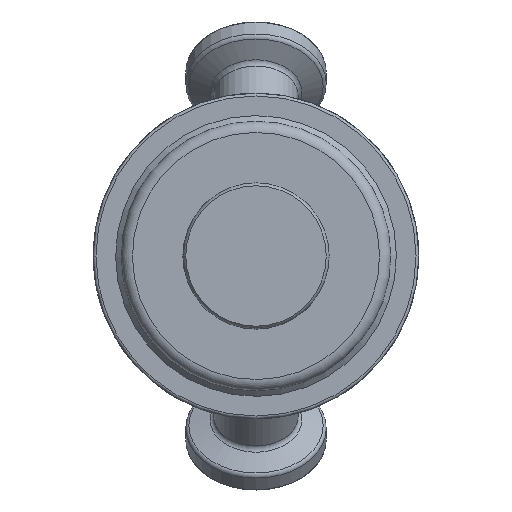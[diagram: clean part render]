
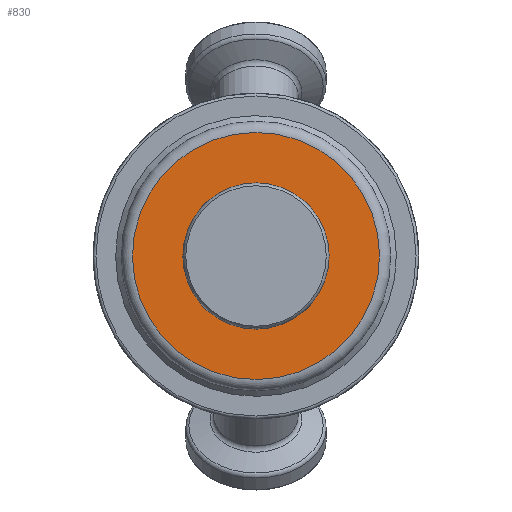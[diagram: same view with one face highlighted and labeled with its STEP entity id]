
A CAD part, front view. The second image highlights one B-rep face of the part: STEP entity #830.
In plain terms, the highlighted planar face has unit normal (0, -1, 0).
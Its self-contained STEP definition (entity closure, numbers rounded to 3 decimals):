
#30=FACE_BOUND('',#195,.T.);
#37=PLANE('',#920);
#143=FACE_OUTER_BOUND('',#194,.T.);
#194=EDGE_LOOP('',(#555));
#195=EDGE_LOOP('',(#556));
#248=CIRCLE('',#905,22.);
#257=CIRCLE('',#921,12.5);
#323=VERTEX_POINT('',#1354);
#331=VERTEX_POINT('',#1383);
#404=EDGE_CURVE('',#323,#323,#248,.T.);
#417=EDGE_CURVE('',#331,#331,#257,.T.);
#555=ORIENTED_EDGE('',*,*,#404,.F.);
#556=ORIENTED_EDGE('',*,*,#417,.T.);
#830=ADVANCED_FACE('',(#143,#30),#37,.T.);
#905=AXIS2_PLACEMENT_3D('',#1356,#1054,#1055);
#920=AXIS2_PLACEMENT_3D('',#1382,#1088,#1089);
#921=AXIS2_PLACEMENT_3D('',#1384,#1090,#1091);
#1054=DIRECTION('center_axis',(0.,1.,0.));
#1055=DIRECTION('ref_axis',(0.937,0.,0.35));
#1088=DIRECTION('center_axis',(0.,-1.,0.));
#1089=DIRECTION('ref_axis',(-0.35,0.,0.937));
#1090=DIRECTION('center_axis',(0.,1.,0.));
#1091=DIRECTION('ref_axis',(1.,0.,0.));
#1354=CARTESIAN_POINT('',(-7.702,40.077,20.608));
#1356=CARTESIAN_POINT('Origin',(0.,40.077,0.));
#1382=CARTESIAN_POINT('Origin',(20.14,40.077,7.527));
#1383=CARTESIAN_POINT('',(-12.5,40.077,0.));
#1384=CARTESIAN_POINT('Origin',(0.,40.077,0.));
